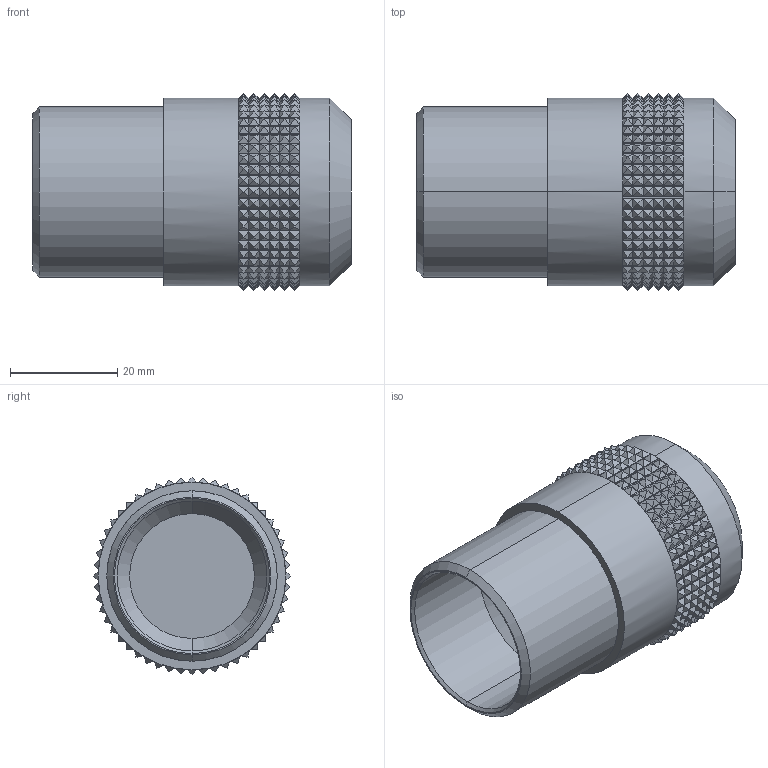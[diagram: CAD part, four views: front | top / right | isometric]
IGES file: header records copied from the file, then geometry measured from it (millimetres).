
Start section: SolidWorks IGES file using analytic representation for surfaces
Global section: file name: 30787.IGS; native system: SolidWorks 2010; preprocessor: SolidWorks 2010; author: BillB; date: 110412.102537; units: millimetre
Bounding box: 59.26 x 36.76 x 36.76 mm (x, y, z)
Volume: 36044.2 mm3; surface area: 11234.1 mm2
Topology: 1 solids, 1 shells, 1229 faces, 2928 edges, 1705 vertices
Faces by surface type: plane 1151, revolution 78
